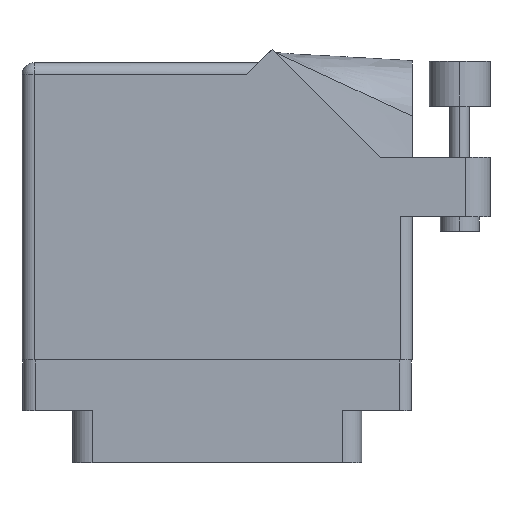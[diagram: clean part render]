
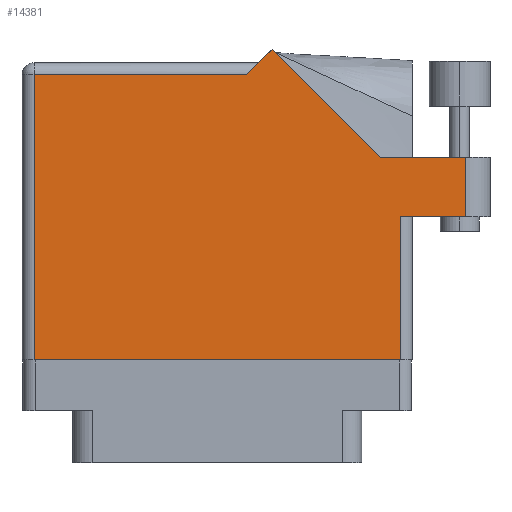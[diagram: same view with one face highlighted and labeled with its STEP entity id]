
A CAD part, front view. The second image highlights one B-rep face of the part: STEP entity #14381.
In plain terms, the highlighted face is planar.
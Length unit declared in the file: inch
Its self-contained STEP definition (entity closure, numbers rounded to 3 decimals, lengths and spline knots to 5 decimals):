
#91 = CARTESIAN_POINT ( 'NONE',  ( 0.062, 1.468, 0. ) ) ;
#499 = CARTESIAN_POINT ( 'NONE',  ( 2.41, 1.044, 0. ) ) ;
#565 = CARTESIAN_POINT ( 'NONE',  ( 1.155, 1.468, 0. ) ) ;
#760 = LINE ( 'NONE', #22624, #19065 ) ;
#855 = VERTEX_POINT ( 'NONE', #565 ) ;
#976 = CARTESIAN_POINT ( 'NONE',  ( 0., 0., 0. ) ) ;
#1317 = VERTEX_POINT ( 'NONE', #21776 ) ;
#1415 = CARTESIAN_POINT ( 'NONE',  ( 0.062, 0., 0. ) ) ;
#1448 = DIRECTION ( 'NONE',  ( 1., 0., 0. ) ) ;
#1818 = PLANE ( 'NONE',  #22401 ) ;
#1948 = CARTESIAN_POINT ( 'NONE',  ( 0., 1.53, 0. ) ) ;
#4259 = EDGE_CURVE ( 'NONE', #10686, #30868, #760, .T. ) ;
#4370 = VERTEX_POINT ( 'NONE', #8281 ) ;
#4787 = ORIENTED_EDGE ( 'NONE', *, *, #29460, .T. ) ;
#5410 = CARTESIAN_POINT ( 'NONE',  ( 0., 1.468, 0. ) ) ;
#5411 = VERTEX_POINT ( 'NONE', #36919 ) ;
#5509 = VECTOR ( 'NONE', #37613, 39.37008 ) ;
#5707 = LINE ( 'NONE', #7505, #23557 ) ;
#7140 = LINE ( 'NONE', #19552, #31572 ) ;
#7505 = CARTESIAN_POINT ( 'NONE',  ( 2.01, 0.737, 0. ) ) ;
#7900 = EDGE_CURVE ( 'NONE', #24739, #7976, #5707, .T. ) ;
#7976 = VERTEX_POINT ( 'NONE', #22456 ) ;
#8007 = EDGE_CURVE ( 'NONE', #4370, #855, #30555, .T. ) ;
#8281 = CARTESIAN_POINT ( 'NONE',  ( 1.28771, 1.60071, 0. ) ) ;
#9119 = EDGE_CURVE ( 'NONE', #35708, #1317, #23478, .T. ) ;
#9353 = VECTOR ( 'NONE', #21984, 39.37008 ) ;
#10209 = EDGE_CURVE ( 'NONE', #855, #10686, #19612, .T. ) ;
#10450 = EDGE_CURVE ( 'NONE', #1317, #4370, #17671, .T. ) ;
#10686 = VERTEX_POINT ( 'NONE', #91 ) ;
#10762 = ORIENTED_EDGE ( 'NONE', *, *, #20705, .T. ) ;
#10820 = ORIENTED_EDGE ( 'NONE', *, *, #10450, .T. ) ;
#11153 = ORIENTED_EDGE ( 'NONE', *, *, #4259, .T. ) ;
#11186 = VECTOR ( 'NONE', #30983, 39.37008 ) ;
#11568 = ORIENTED_EDGE ( 'NONE', *, *, #37359, .T. ) ;
#11573 = FACE_OUTER_BOUND ( 'NONE', #21467, .T. ) ;
#11607 = VECTOR ( 'NONE', #26416, 39.37008 ) ;
#14057 = LINE ( 'NONE', #976, #9353 ) ;
#14381 = ADVANCED_FACE ( 'NONE', ( #11573 ), #1818, .F. ) ;
#17671 = LINE ( 'NONE', #19662, #5509 ) ;
#19065 = VECTOR ( 'NONE', #25639, 39.37008 ) ;
#19552 = CARTESIAN_POINT ( 'NONE',  ( 1.948, 0.737, 0. ) ) ;
#19612 = LINE ( 'NONE', #5410, #11607 ) ;
#19662 = CARTESIAN_POINT ( 'NONE',  ( 1.84442, 1.044, 0. ) ) ;
#20705 = EDGE_CURVE ( 'NONE', #30868, #5411, #14057, .T. ) ;
#20715 = VECTOR ( 'NONE', #22315, 39.37008 ) ;
#21467 = EDGE_LOOP ( 'NONE', ( #37393, #4787, #26701, #10820, #24493, #36783, #11153, #10762, #11568 ) ) ;
#21776 = CARTESIAN_POINT ( 'NONE',  ( 1.84442, 1.044, 0. ) ) ;
#21984 = DIRECTION ( 'NONE',  ( 1., 0., 0. ) ) ;
#22315 = DIRECTION ( 'NONE',  ( -0.707, -0.707, 0. ) ) ;
#22401 = AXIS2_PLACEMENT_3D ( 'NONE', #1948, #32681, #22849 ) ;
#22456 = CARTESIAN_POINT ( 'NONE',  ( 2.285, 0.737, 0. ) ) ;
#22624 = CARTESIAN_POINT ( 'NONE',  ( 0.062, 0., 0. ) ) ;
#22849 = DIRECTION ( 'NONE',  ( -1., 0., 0. ) ) ;
#23478 = LINE ( 'NONE', #499, #31905 ) ;
#23557 = VECTOR ( 'NONE', #1448, 39.37008 ) ;
#24493 = ORIENTED_EDGE ( 'NONE', *, *, #8007, .T. ) ;
#24739 = VERTEX_POINT ( 'NONE', #25665 ) ;
#24807 = CARTESIAN_POINT ( 'NONE',  ( 2.285, 1.044, 0. ) ) ;
#25639 = DIRECTION ( 'NONE',  ( 0., -1., 0. ) ) ;
#25665 = CARTESIAN_POINT ( 'NONE',  ( 1.948, 0.737, 0. ) ) ;
#26416 = DIRECTION ( 'NONE',  ( -1., 0., 0. ) ) ;
#26701 = ORIENTED_EDGE ( 'NONE', *, *, #9119, .T. ) ;
#27308 = CARTESIAN_POINT ( 'NONE',  ( 2.285, 1.044, 0. ) ) ;
#29460 = EDGE_CURVE ( 'NONE', #7976, #35708, #30944, .T. ) ;
#30147 = DIRECTION ( 'NONE',  ( -1., 0., 0. ) ) ;
#30555 = LINE ( 'NONE', #37351, #20715 ) ;
#30868 = VERTEX_POINT ( 'NONE', #1415 ) ;
#30944 = LINE ( 'NONE', #24807, #11186 ) ;
#30983 = DIRECTION ( 'NONE',  ( 0., 1., 0. ) ) ;
#31572 = VECTOR ( 'NONE', #34830, 39.37008 ) ;
#31905 = VECTOR ( 'NONE', #30147, 39.37008 ) ;
#32681 = DIRECTION ( 'NONE',  ( 0., 0., -1. ) ) ;
#34830 = DIRECTION ( 'NONE',  ( 0., 1., 0. ) ) ;
#35708 = VERTEX_POINT ( 'NONE', #27308 ) ;
#36783 = ORIENTED_EDGE ( 'NONE', *, *, #10209, .T. ) ;
#36919 = CARTESIAN_POINT ( 'NONE',  ( 1.948, 0., 0. ) ) ;
#37351 = CARTESIAN_POINT ( 'NONE',  ( 1.217, 1.53, 0. ) ) ;
#37359 = EDGE_CURVE ( 'NONE', #5411, #24739, #7140, .T. ) ;
#37393 = ORIENTED_EDGE ( 'NONE', *, *, #7900, .T. ) ;
#37613 = DIRECTION ( 'NONE',  ( -0.707, 0.707, 0. ) ) ;
